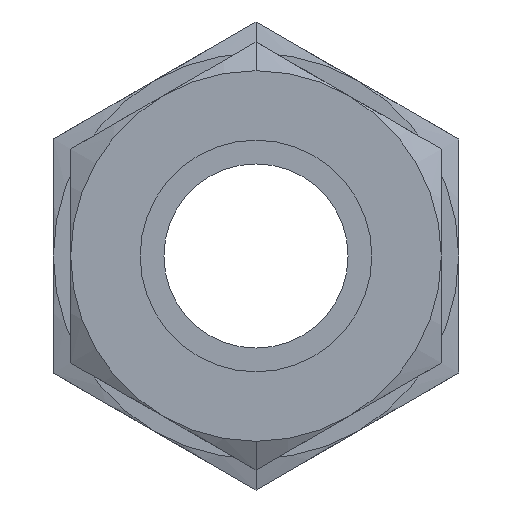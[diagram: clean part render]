
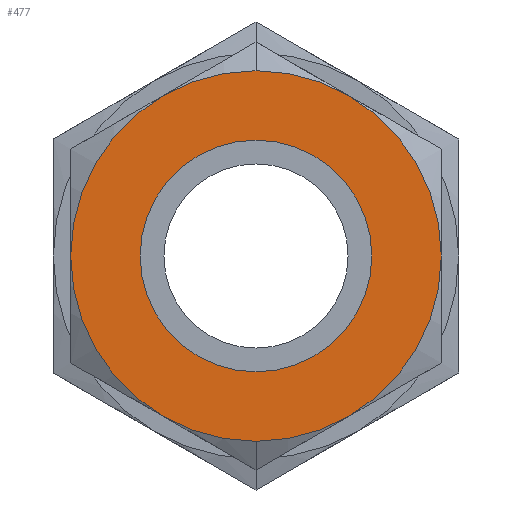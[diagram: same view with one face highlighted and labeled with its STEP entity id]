
A CAD part, left-side view. The second image highlights one B-rep face of the part: STEP entity #477.
In plain terms, the highlighted planar face has unit normal (-1, 0, 0).
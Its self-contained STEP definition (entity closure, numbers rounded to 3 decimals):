
#477 = ADVANCED_FACE ( 'NONE', ( #1284, #5890 ), #7169, .T. ) ;
#974 = DIRECTION ( 'NONE',  ( 1., 0., 0. ) ) ;
#1093 = DIRECTION ( 'NONE',  ( -1., 0., 0. ) ) ;
#1284 = FACE_BOUND ( 'NONE', #5326, .T. ) ;
#1290 = ORIENTED_EDGE ( 'NONE', *, *, #10457, .F. ) ;
#1478 = CARTESIAN_POINT ( 'NONE',  ( 0., 0., 0. ) ) ;
#1724 = AXIS2_PLACEMENT_3D ( 'NONE', #14482, #974, #5574 ) ;
#2756 = DIRECTION ( 'NONE',  ( 1., 0., 0. ) ) ;
#2822 = EDGE_CURVE ( 'NONE', #6279, #10905, #16705, .T. ) ;
#2970 = AXIS2_PLACEMENT_3D ( 'NONE', #1478, #2756, #8731 ) ;
#2983 = ORIENTED_EDGE ( 'NONE', *, *, #6445, .F. ) ;
#3058 = VERTEX_POINT ( 'NONE', #14483 ) ;
#3436 = CARTESIAN_POINT ( 'NONE',  ( 0., 0., 0. ) ) ;
#4464 = AXIS2_PLACEMENT_3D ( 'NONE', #19089, #1093, #17515 ) ;
#4819 = EDGE_LOOP ( 'NONE', ( #1290, #2983 ) ) ;
#5255 = AXIS2_PLACEMENT_3D ( 'NONE', #3436, #10974, #8149 ) ;
#5326 = EDGE_LOOP ( 'NONE', ( #7516, #8606 ) ) ;
#5574 = DIRECTION ( 'NONE',  ( 0., 0., 1. ) ) ;
#5889 = CARTESIAN_POINT ( 'NONE',  ( 0., 0., 0. ) ) ;
#5890 = FACE_OUTER_BOUND ( 'NONE', #4819, .T. ) ;
#6032 = VERTEX_POINT ( 'NONE', #8214 ) ;
#6279 = VERTEX_POINT ( 'NONE', #18147 ) ;
#6445 = EDGE_CURVE ( 'NONE', #6032, #3058, #13677, .T. ) ;
#7169 = PLANE ( 'NONE',  #4464 ) ;
#7516 = ORIENTED_EDGE ( 'NONE', *, *, #10098, .T. ) ;
#8149 = DIRECTION ( 'NONE',  ( 0., 0., -1. ) ) ;
#8214 = CARTESIAN_POINT ( 'NONE',  ( 0., 0., -16. ) ) ;
#8606 = ORIENTED_EDGE ( 'NONE', *, *, #2822, .T. ) ;
#8731 = DIRECTION ( 'NONE',  ( 0., 0., 1. ) ) ;
#8933 = CIRCLE ( 'NONE', #1724, 16. ) ;
#9241 = AXIS2_PLACEMENT_3D ( 'NONE', #5889, #19276, #19369 ) ;
#9629 = CARTESIAN_POINT ( 'NONE',  ( 0., 0., -10. ) ) ;
#10098 = EDGE_CURVE ( 'NONE', #10905, #6279, #10485, .T. ) ;
#10457 = EDGE_CURVE ( 'NONE', #3058, #6032, #8933, .T. ) ;
#10485 = CIRCLE ( 'NONE', #9241, 10. ) ;
#10905 = VERTEX_POINT ( 'NONE', #9629 ) ;
#10974 = DIRECTION ( 'NONE',  ( 1., 0., 0. ) ) ;
#13677 = CIRCLE ( 'NONE', #5255, 16. ) ;
#14482 = CARTESIAN_POINT ( 'NONE',  ( 0., 0., 0. ) ) ;
#14483 = CARTESIAN_POINT ( 'NONE',  ( 0., 0., 16. ) ) ;
#16705 = CIRCLE ( 'NONE', #2970, 10. ) ;
#17515 = DIRECTION ( 'NONE',  ( 0., 0., 1. ) ) ;
#18147 = CARTESIAN_POINT ( 'NONE',  ( 0., 0., 10. ) ) ;
#19089 = CARTESIAN_POINT ( 'NONE',  ( 0., 0., 8. ) ) ;
#19276 = DIRECTION ( 'NONE',  ( 1., 0., 0. ) ) ;
#19369 = DIRECTION ( 'NONE',  ( 0., 0., -1. ) ) ;
